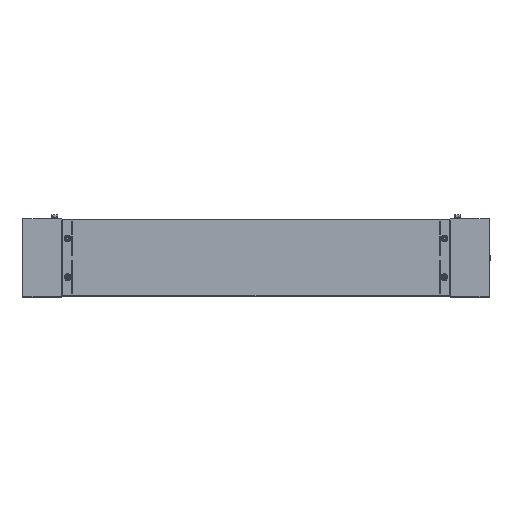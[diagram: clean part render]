
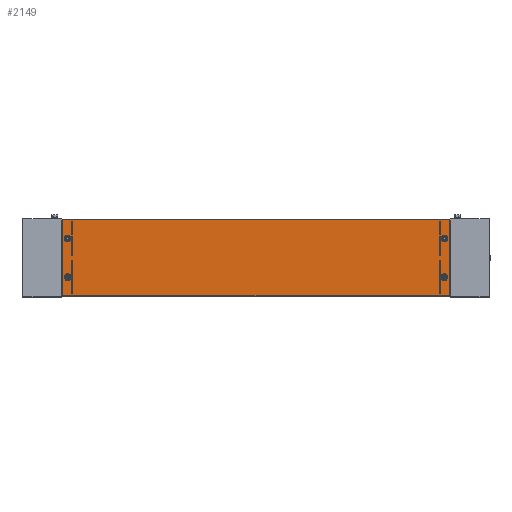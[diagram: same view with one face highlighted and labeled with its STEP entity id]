
A CAD part, top view. The second image highlights one B-rep face of the part: STEP entity #2149.
In plain terms, the highlighted face is planar.
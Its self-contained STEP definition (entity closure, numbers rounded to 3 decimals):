
#44 = LINE ( 'NONE', #17583, #6929 ) ;
#97 = CARTESIAN_POINT ( 'NONE',  ( 1084.5, -149.5, 0. ) ) ;
#138 = VERTEX_POINT ( 'NONE', #8766 ) ;
#253 = VERTEX_POINT ( 'NONE', #17805 ) ;
#476 = VECTOR ( 'NONE', #5167, 1000. ) ;
#571 = DIRECTION ( 'NONE',  ( 1., 0., 0. ) ) ;
#630 = ORIENTED_EDGE ( 'NONE', *, *, #5403, .F. ) ;
#738 = CARTESIAN_POINT ( 'NONE',  ( 1076.809, -149.5, 0. ) ) ;
#754 = VERTEX_POINT ( 'NONE', #9738 ) ;
#779 = EDGE_CURVE ( 'NONE', #754, #14966, #13164, .T. ) ;
#783 = DIRECTION ( 'NONE',  ( 1., 0., 0. ) ) ;
#817 = CARTESIAN_POINT ( 'NONE',  ( 1084.5, -149.5, 0. ) ) ;
#873 = DIRECTION ( 'NONE',  ( 1., 0., 0. ) ) ;
#983 = CIRCLE ( 'NONE', #8237, 7.691 ) ;
#1101 = AXIS2_PLACEMENT_3D ( 'NONE', #4861, #2197, #783 ) ;
#1138 = VERTEX_POINT ( 'NONE', #5741 ) ;
#1148 = FACE_BOUND ( 'NONE', #8539, .T. ) ;
#1262 = LINE ( 'NONE', #4197, #7593 ) ;
#1286 = CARTESIAN_POINT ( 'NONE',  ( 1084.5, -50.5, 0. ) ) ;
#1680 = DIRECTION ( 'NONE',  ( 1., 0., 0. ) ) ;
#1877 = EDGE_CURVE ( 'NONE', #16444, #1138, #44, .T. ) ;
#2149 = ADVANCED_FACE ( 'NONE', ( #1148, #17269, #16892, #15650, #11220 ), #2718, .F. ) ;
#2197 = DIRECTION ( 'NONE',  ( 0., 0., 1. ) ) ;
#2391 = AXIS2_PLACEMENT_3D ( 'NONE', #2899, #15553, #2620 ) ;
#2620 = DIRECTION ( 'NONE',  ( 1., 0., 0. ) ) ;
#2622 = DIRECTION ( 'NONE',  ( 0., 0., 1. ) ) ;
#2640 = VERTEX_POINT ( 'NONE', #8983 ) ;
#2718 = PLANE ( 'NONE',  #6042 ) ;
#2882 = EDGE_CURVE ( 'NONE', #138, #5934, #12349, .T. ) ;
#2899 = CARTESIAN_POINT ( 'NONE',  ( 115.5, -149.5, 0. ) ) ;
#2918 = VERTEX_POINT ( 'NONE', #8385 ) ;
#2949 = EDGE_LOOP ( 'NONE', ( #11328, #11551 ) ) ;
#2959 = EDGE_CURVE ( 'NONE', #14966, #754, #14180, .T. ) ;
#3096 = DIRECTION ( 'NONE',  ( 0., 0., 1. ) ) ;
#3226 = AXIS2_PLACEMENT_3D ( 'NONE', #12734, #15764, #11424 ) ;
#3290 = EDGE_CURVE ( 'NONE', #253, #4898, #1262, .T. ) ;
#3344 = AXIS2_PLACEMENT_3D ( 'NONE', #16032, #3096, #14708 ) ;
#3564 = DIRECTION ( 'NONE',  ( 0., 0., 1. ) ) ;
#4144 = AXIS2_PLACEMENT_3D ( 'NONE', #817, #3564, #9344 ) ;
#4197 = CARTESIAN_POINT ( 'NONE',  ( 1099., -1., 0. ) ) ;
#4224 = CARTESIAN_POINT ( 'NONE',  ( 0., 0., 0. ) ) ;
#4257 = CARTESIAN_POINT ( 'NONE',  ( 1092.191, -149.5, 0. ) ) ;
#4292 = ORIENTED_EDGE ( 'NONE', *, *, #3290, .F. ) ;
#4759 = CIRCLE ( 'NONE', #4144, 7.691 ) ;
#4861 = CARTESIAN_POINT ( 'NONE',  ( 115.5, -50.5, 0. ) ) ;
#4898 = VERTEX_POINT ( 'NONE', #10253 ) ;
#5167 = DIRECTION ( 'NONE',  ( -1., 0., 0. ) ) ;
#5403 = EDGE_CURVE ( 'NONE', #4898, #16444, #12230, .T. ) ;
#5527 = EDGE_LOOP ( 'NONE', ( #16791, #6729 ) ) ;
#5548 = DIRECTION ( 'NONE',  ( 0., 0., 1. ) ) ;
#5741 = CARTESIAN_POINT ( 'NONE',  ( 101., -199., 0. ) ) ;
#5749 = CARTESIAN_POINT ( 'NONE',  ( 1076.809, -50.5, 0. ) ) ;
#5934 = VERTEX_POINT ( 'NONE', #10257 ) ;
#6042 = AXIS2_PLACEMENT_3D ( 'NONE', #4224, #2622, #7073 ) ;
#6056 = LINE ( 'NONE', #14828, #12976 ) ;
#6210 = VERTEX_POINT ( 'NONE', #4257 ) ;
#6455 = VERTEX_POINT ( 'NONE', #738 ) ;
#6729 = ORIENTED_EDGE ( 'NONE', *, *, #2882, .T. ) ;
#6929 = VECTOR ( 'NONE', #7124, 1000. ) ;
#6937 = CARTESIAN_POINT ( 'NONE',  ( 115.5, -50.5, 0. ) ) ;
#7073 = DIRECTION ( 'NONE',  ( 1., 0., 0. ) ) ;
#7124 = DIRECTION ( 'NONE',  ( 0., -1., 0. ) ) ;
#7152 = EDGE_CURVE ( 'NONE', #2918, #2640, #11196, .T. ) ;
#7353 = EDGE_CURVE ( 'NONE', #2640, #2918, #983, .T. ) ;
#7593 = VECTOR ( 'NONE', #9989, 1000. ) ;
#7728 = EDGE_CURVE ( 'NONE', #6455, #6210, #15174, .T. ) ;
#8237 = AXIS2_PLACEMENT_3D ( 'NONE', #6937, #13828, #873 ) ;
#8385 = CARTESIAN_POINT ( 'NONE',  ( 123.191, -50.5, 0. ) ) ;
#8539 = EDGE_LOOP ( 'NONE', ( #16314, #11147 ) ) ;
#8766 = CARTESIAN_POINT ( 'NONE',  ( 123.191, -149.5, 0. ) ) ;
#8983 = CARTESIAN_POINT ( 'NONE',  ( 107.809, -50.5, 0. ) ) ;
#9344 = DIRECTION ( 'NONE',  ( 1., 0., 0. ) ) ;
#9721 = ORIENTED_EDGE ( 'NONE', *, *, #15820, .F. ) ;
#9738 = CARTESIAN_POINT ( 'NONE',  ( 1092.191, -50.5, 0. ) ) ;
#9989 = DIRECTION ( 'NONE',  ( 0., 1., 0. ) ) ;
#10253 = CARTESIAN_POINT ( 'NONE',  ( 1099., -1., 0. ) ) ;
#10257 = CARTESIAN_POINT ( 'NONE',  ( 107.809, -149.5, 0. ) ) ;
#10275 = AXIS2_PLACEMENT_3D ( 'NONE', #1286, #5548, #16890 ) ;
#10865 = ORIENTED_EDGE ( 'NONE', *, *, #1877, .F. ) ;
#11147 = ORIENTED_EDGE ( 'NONE', *, *, #12857, .T. ) ;
#11196 = CIRCLE ( 'NONE', #1101, 7.691 ) ;
#11220 = FACE_OUTER_BOUND ( 'NONE', #11239, .T. ) ;
#11239 = EDGE_LOOP ( 'NONE', ( #10865, #630, #4292, #9721 ) ) ;
#11328 = ORIENTED_EDGE ( 'NONE', *, *, #2959, .T. ) ;
#11424 = DIRECTION ( 'NONE',  ( 1., 0., 0. ) ) ;
#11551 = ORIENTED_EDGE ( 'NONE', *, *, #779, .T. ) ;
#12230 = LINE ( 'NONE', #18002, #476 ) ;
#12323 = ORIENTED_EDGE ( 'NONE', *, *, #7152, .T. ) ;
#12334 = EDGE_LOOP ( 'NONE', ( #16637, #12323 ) ) ;
#12349 = CIRCLE ( 'NONE', #2391, 7.691 ) ;
#12734 = CARTESIAN_POINT ( 'NONE',  ( 1084.5, -50.5, 0. ) ) ;
#12857 = EDGE_CURVE ( 'NONE', #6210, #6455, #4759, .T. ) ;
#12976 = VECTOR ( 'NONE', #571, 1000. ) ;
#13164 = CIRCLE ( 'NONE', #3226, 7.691 ) ;
#13623 = CARTESIAN_POINT ( 'NONE',  ( 101., -1., 0. ) ) ;
#13828 = DIRECTION ( 'NONE',  ( 0., 0., 1. ) ) ;
#14180 = CIRCLE ( 'NONE', #10275, 7.691 ) ;
#14708 = DIRECTION ( 'NONE',  ( 1., 0., 0. ) ) ;
#14714 = DIRECTION ( 'NONE',  ( 0., 0., 1. ) ) ;
#14828 = CARTESIAN_POINT ( 'NONE',  ( 101., -199., 0. ) ) ;
#14966 = VERTEX_POINT ( 'NONE', #5749 ) ;
#15074 = EDGE_CURVE ( 'NONE', #5934, #138, #16304, .T. ) ;
#15174 = CIRCLE ( 'NONE', #18191, 7.691 ) ;
#15553 = DIRECTION ( 'NONE',  ( 0., 0., 1. ) ) ;
#15650 = FACE_BOUND ( 'NONE', #12334, .T. ) ;
#15764 = DIRECTION ( 'NONE',  ( 0., 0., 1. ) ) ;
#15820 = EDGE_CURVE ( 'NONE', #1138, #253, #6056, .T. ) ;
#16032 = CARTESIAN_POINT ( 'NONE',  ( 115.5, -149.5, 0. ) ) ;
#16304 = CIRCLE ( 'NONE', #3344, 7.691 ) ;
#16314 = ORIENTED_EDGE ( 'NONE', *, *, #7728, .T. ) ;
#16444 = VERTEX_POINT ( 'NONE', #13623 ) ;
#16637 = ORIENTED_EDGE ( 'NONE', *, *, #7353, .T. ) ;
#16791 = ORIENTED_EDGE ( 'NONE', *, *, #15074, .T. ) ;
#16890 = DIRECTION ( 'NONE',  ( 1., 0., 0. ) ) ;
#16892 = FACE_BOUND ( 'NONE', #2949, .T. ) ;
#17269 = FACE_BOUND ( 'NONE', #5527, .T. ) ;
#17583 = CARTESIAN_POINT ( 'NONE',  ( 101., -1., 0. ) ) ;
#17805 = CARTESIAN_POINT ( 'NONE',  ( 1099., -199., 0. ) ) ;
#18002 = CARTESIAN_POINT ( 'NONE',  ( 101., -1., 0. ) ) ;
#18191 = AXIS2_PLACEMENT_3D ( 'NONE', #97, #14714, #1680 ) ;
